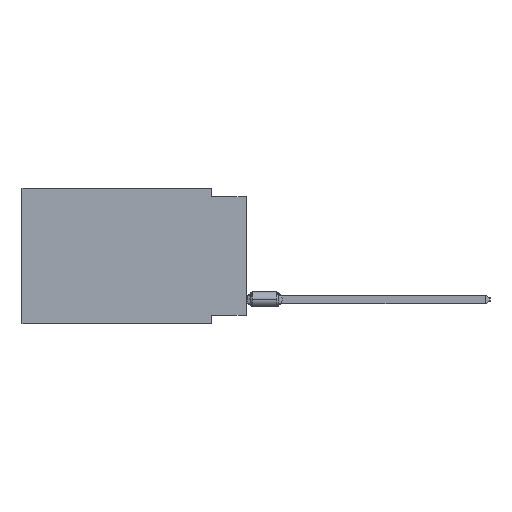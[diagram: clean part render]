
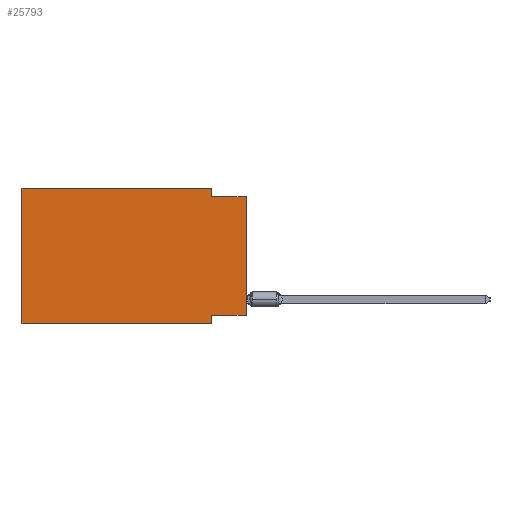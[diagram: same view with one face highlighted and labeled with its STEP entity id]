
A CAD part, left-side view. The second image highlights one B-rep face of the part: STEP entity #25793.
In plain terms, the highlighted planar face has unit normal (-1, 0, 0).
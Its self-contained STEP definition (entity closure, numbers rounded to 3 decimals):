
#349 = CARTESIAN_POINT ( 'NONE',  ( 0., 16.383, -9.906 ) ) ;
#1859 = CARTESIAN_POINT ( 'NONE',  ( 0., 0., -0.635 ) ) ;
#2083 = CARTESIAN_POINT ( 'NONE',  ( 0., 0., -9.271 ) ) ;
#2429 = AXIS2_PLACEMENT_3D ( 'NONE', #10160, #37272, #36633 ) ;
#2995 = DIRECTION ( 'NONE',  ( 0., 0., 1. ) ) ;
#3973 = EDGE_CURVE ( 'NONE', #38274, #39351, #31456, .T. ) ;
#4143 = CARTESIAN_POINT ( 'NONE',  ( 0., 16.383, -9.906 ) ) ;
#4421 = DIRECTION ( 'NONE',  ( 0., -1., 0. ) ) ;
#5389 = DIRECTION ( 'NONE',  ( 0., 1., 0. ) ) ;
#5655 = CARTESIAN_POINT ( 'NONE',  ( 0., 2.54, -9.906 ) ) ;
#6602 = EDGE_CURVE ( 'NONE', #13821, #21862, #7104, .T. ) ;
#6658 = CARTESIAN_POINT ( 'NONE',  ( 0., 2.54, 0. ) ) ;
#7104 = LINE ( 'NONE', #6658, #35970 ) ;
#8323 = LINE ( 'NONE', #17669, #24081 ) ;
#8865 = LINE ( 'NONE', #15203, #28240 ) ;
#10160 = CARTESIAN_POINT ( 'NONE',  ( 0., 16.383, 0. ) ) ;
#13553 = ORIENTED_EDGE ( 'NONE', *, *, #38173, .F. ) ;
#13589 = DIRECTION ( 'NONE',  ( 0., -1., 0. ) ) ;
#13821 = VERTEX_POINT ( 'NONE', #28851 ) ;
#14659 = LINE ( 'NONE', #24618, #16390 ) ;
#14972 = EDGE_CURVE ( 'NONE', #21862, #16862, #8323, .T. ) ;
#15203 = CARTESIAN_POINT ( 'NONE',  ( 0., 16.383, 0. ) ) ;
#16390 = VECTOR ( 'NONE', #27660, 1000. ) ;
#16862 = VERTEX_POINT ( 'NONE', #1859 ) ;
#17669 = CARTESIAN_POINT ( 'NONE',  ( 0., 0., -0.635 ) ) ;
#18592 = VECTOR ( 'NONE', #33574, 1000. ) ;
#19927 = DIRECTION ( 'NONE',  ( 0., 0., -1. ) ) ;
#21862 = VERTEX_POINT ( 'NONE', #36963 ) ;
#22991 = VECTOR ( 'NONE', #2995, 1000. ) ;
#24081 = VECTOR ( 'NONE', #4421, 1000. ) ;
#24618 = CARTESIAN_POINT ( 'NONE',  ( 0., 2.54, -9.906 ) ) ;
#24897 = ORIENTED_EDGE ( 'NONE', *, *, #24942, .T. ) ;
#24942 = EDGE_CURVE ( 'NONE', #38274, #16862, #32740, .T. ) ;
#25090 = ORIENTED_EDGE ( 'NONE', *, *, #3973, .F. ) ;
#25532 = CARTESIAN_POINT ( 'NONE',  ( 0., 16.383, 0. ) ) ;
#25793 = ADVANCED_FACE ( 'NONE', ( #29459 ), #42712, .F. ) ;
#26118 = VERTEX_POINT ( 'NONE', #25532 ) ;
#26615 = LINE ( 'NONE', #39876, #18592 ) ;
#27491 = EDGE_CURVE ( 'NONE', #32482, #41983, #30074, .T. ) ;
#27660 = DIRECTION ( 'NONE',  ( 0., 0., -1. ) ) ;
#28240 = VECTOR ( 'NONE', #42497, 1000. ) ;
#28360 = VECTOR ( 'NONE', #5389, 1000. ) ;
#28851 = CARTESIAN_POINT ( 'NONE',  ( 0., 2.54, 0. ) ) ;
#29459 = FACE_OUTER_BOUND ( 'NONE', #42539, .T. ) ;
#30074 = LINE ( 'NONE', #349, #30943 ) ;
#30943 = VECTOR ( 'NONE', #13589, 1000. ) ;
#31456 = LINE ( 'NONE', #37749, #28360 ) ;
#31517 = EDGE_CURVE ( 'NONE', #32482, #26118, #8865, .T. ) ;
#32334 = ORIENTED_EDGE ( 'NONE', *, *, #6602, .F. ) ;
#32482 = VERTEX_POINT ( 'NONE', #4143 ) ;
#32740 = LINE ( 'NONE', #42097, #22991 ) ;
#33574 = DIRECTION ( 'NONE',  ( 0., -1., 0. ) ) ;
#35162 = ORIENTED_EDGE ( 'NONE', *, *, #14972, .F. ) ;
#35823 = CARTESIAN_POINT ( 'NONE',  ( 0., 2.54, -9.271 ) ) ;
#35970 = VECTOR ( 'NONE', #19927, 1000. ) ;
#36633 = DIRECTION ( 'NONE',  ( 0., 0., -1. ) ) ;
#36963 = CARTESIAN_POINT ( 'NONE',  ( 0., 2.54, -0.635 ) ) ;
#37148 = EDGE_CURVE ( 'NONE', #39351, #41983, #14659, .T. ) ;
#37272 = DIRECTION ( 'NONE',  ( 1., 0., 0. ) ) ;
#37749 = CARTESIAN_POINT ( 'NONE',  ( 0., 0., -9.271 ) ) ;
#38105 = ORIENTED_EDGE ( 'NONE', *, *, #27491, .T. ) ;
#38173 = EDGE_CURVE ( 'NONE', #26118, #13821, #26615, .T. ) ;
#38274 = VERTEX_POINT ( 'NONE', #2083 ) ;
#39351 = VERTEX_POINT ( 'NONE', #35823 ) ;
#39859 = ORIENTED_EDGE ( 'NONE', *, *, #31517, .F. ) ;
#39876 = CARTESIAN_POINT ( 'NONE',  ( 0., 16.383, 0. ) ) ;
#40229 = ORIENTED_EDGE ( 'NONE', *, *, #37148, .F. ) ;
#41983 = VERTEX_POINT ( 'NONE', #5655 ) ;
#42097 = CARTESIAN_POINT ( 'NONE',  ( 0., 0., 0. ) ) ;
#42497 = DIRECTION ( 'NONE',  ( 0., 0., 1. ) ) ;
#42539 = EDGE_LOOP ( 'NONE', ( #24897, #35162, #32334, #13553, #39859, #38105, #40229, #25090 ) ) ;
#42712 = PLANE ( 'NONE',  #2429 ) ;
